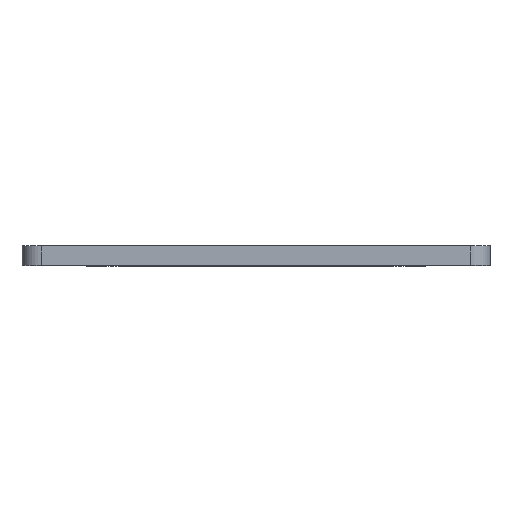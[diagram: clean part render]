
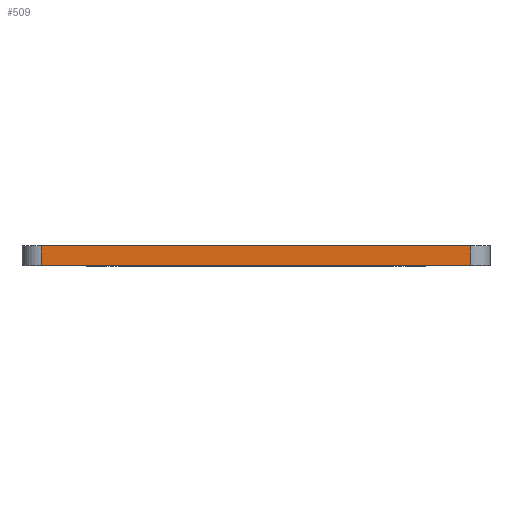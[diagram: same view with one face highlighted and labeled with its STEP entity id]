
A CAD part, top view. The second image highlights one B-rep face of the part: STEP entity #509.
In plain terms, the highlighted planar face has unit normal (0, 0, 1).
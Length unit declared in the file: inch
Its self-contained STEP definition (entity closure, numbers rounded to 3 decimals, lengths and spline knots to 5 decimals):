
#23 = VERTEX_POINT ( 'NONE', #76 ) ;
#57 = VECTOR ( 'NONE', #702, 39.37008 ) ;
#62 = DIRECTION ( 'NONE',  ( 0., -1., 0. ) ) ;
#69 = VECTOR ( 'NONE', #62, 39.37008 ) ;
#76 = CARTESIAN_POINT ( 'NONE',  ( 2.875, 0., 0. ) ) ;
#110 = LINE ( 'NONE', #439, #276 ) ;
#121 = DIRECTION ( 'NONE',  ( 1., 0., 0. ) ) ;
#128 = FACE_OUTER_BOUND ( 'NONE', #612, .T. ) ;
#145 = CARTESIAN_POINT ( 'NONE',  ( 0., 0., 0. ) ) ;
#204 = PLANE ( 'NONE',  #322 ) ;
#219 = LINE ( 'NONE', #406, #57 ) ;
#230 = EDGE_CURVE ( 'NONE', #368, #649, #110, .T. ) ;
#237 = CARTESIAN_POINT ( 'NONE',  ( 0., 0.125, 0. ) ) ;
#242 = DIRECTION ( 'NONE',  ( 0., 0., -1. ) ) ;
#276 = VECTOR ( 'NONE', #121, 39.37008 ) ;
#281 = CARTESIAN_POINT ( 'NONE',  ( 0.125, 0.125, 0. ) ) ;
#282 = DIRECTION ( 'NONE',  ( -1., 0., 0. ) ) ;
#322 = AXIS2_PLACEMENT_3D ( 'NONE', #237, #242, #282 ) ;
#331 = DIRECTION ( 'NONE',  ( 1., 0., 0. ) ) ;
#368 = VERTEX_POINT ( 'NONE', #281 ) ;
#396 = CARTESIAN_POINT ( 'NONE',  ( 2.875, 0.125, 0. ) ) ;
#406 = CARTESIAN_POINT ( 'NONE',  ( 2.875, 0.125, 0. ) ) ;
#439 = CARTESIAN_POINT ( 'NONE',  ( 0., 0.125, 0. ) ) ;
#478 = ORIENTED_EDGE ( 'NONE', *, *, #230, .F. ) ;
#479 = ORIENTED_EDGE ( 'NONE', *, *, #560, .T. ) ;
#484 = ORIENTED_EDGE ( 'NONE', *, *, #614, .T. ) ;
#485 = ORIENTED_EDGE ( 'NONE', *, *, #731, .T. ) ;
#509 = ADVANCED_FACE ( 'NONE', ( #128 ), #204, .F. ) ;
#526 = VECTOR ( 'NONE', #331, 39.37008 ) ;
#559 = VERTEX_POINT ( 'NONE', #635 ) ;
#560 = EDGE_CURVE ( 'NONE', #368, #559, #711, .T. ) ;
#612 = EDGE_LOOP ( 'NONE', ( #478, #479, #484, #485 ) ) ;
#614 = EDGE_CURVE ( 'NONE', #559, #23, #676, .T. ) ;
#635 = CARTESIAN_POINT ( 'NONE',  ( 0.125, 0., 0. ) ) ;
#649 = VERTEX_POINT ( 'NONE', #396 ) ;
#676 = LINE ( 'NONE', #145, #526 ) ;
#702 = DIRECTION ( 'NONE',  ( 0., 1., 0. ) ) ;
#711 = LINE ( 'NONE', #757, #69 ) ;
#731 = EDGE_CURVE ( 'NONE', #23, #649, #219, .T. ) ;
#757 = CARTESIAN_POINT ( 'NONE',  ( 0.125, 0.125, 0. ) ) ;
